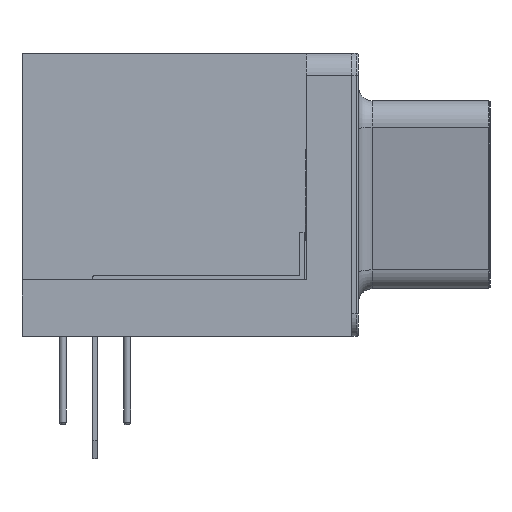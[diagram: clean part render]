
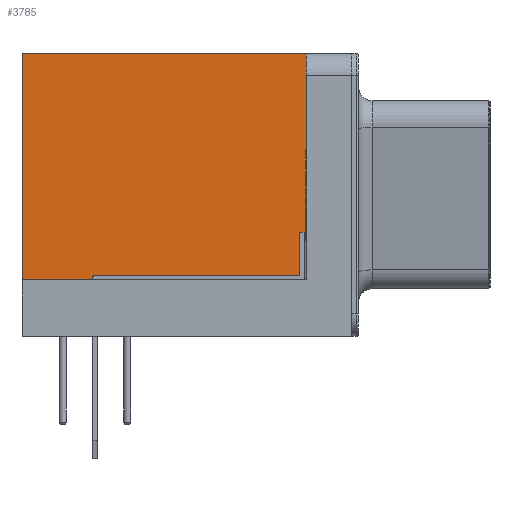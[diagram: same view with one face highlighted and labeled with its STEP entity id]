
A CAD part, left-side view. The second image highlights one B-rep face of the part: STEP entity #3785.
In plain terms, the highlighted planar face has unit normal (-1, 0, 0).
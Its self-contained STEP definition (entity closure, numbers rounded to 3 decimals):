
#2016 = VERTEX_POINT('',#2017);
#2017 = CARTESIAN_POINT('',(-4.27,1.8,12.5));
#2023 = EDGE_CURVE('',#2024,#2016,#2026,.T.);
#2024 = VERTEX_POINT('',#2025);
#2025 = CARTESIAN_POINT('',(-4.27,-10.74,12.5));
#2026 = LINE('',#2027,#2028);
#2027 = CARTESIAN_POINT('',(-4.27,-11.74,12.5));
#2028 = VECTOR('',#2029,1.);
#2029 = DIRECTION('',(0.,1.,0.));
#3731 = VERTEX_POINT('',#3732);
#3732 = CARTESIAN_POINT('',(-4.27,-10.74,2.5));
#3738 = EDGE_CURVE('',#3731,#2024,#3739,.T.);
#3739 = LINE('',#3740,#3741);
#3740 = CARTESIAN_POINT('',(-4.27,-10.74,2.5));
#3741 = VECTOR('',#3742,1.);
#3742 = DIRECTION('',(0.,0.,1.));
#3785 = ADVANCED_FACE('',(#3786),#3804,.F.);
#3786 = FACE_BOUND('',#3787,.F.);
#3787 = EDGE_LOOP('',(#3788,#3789,#3797,#3803));
#3788 = ORIENTED_EDGE('',*,*,#3738,.F.);
#3789 = ORIENTED_EDGE('',*,*,#3790,.T.);
#3790 = EDGE_CURVE('',#3731,#3791,#3793,.T.);
#3791 = VERTEX_POINT('',#3792);
#3792 = CARTESIAN_POINT('',(-4.27,1.8,2.5));
#3793 = LINE('',#3794,#3795);
#3794 = CARTESIAN_POINT('',(-4.27,-10.74,2.5));
#3795 = VECTOR('',#3796,1.);
#3796 = DIRECTION('',(0.,1.,0.));
#3797 = ORIENTED_EDGE('',*,*,#3798,.T.);
#3798 = EDGE_CURVE('',#3791,#2016,#3799,.T.);
#3799 = LINE('',#3800,#3801);
#3800 = CARTESIAN_POINT('',(-4.27,1.8,4.375));
#3801 = VECTOR('',#3802,1.);
#3802 = DIRECTION('',(0.,0.,1.));
#3803 = ORIENTED_EDGE('',*,*,#2023,.F.);
#3804 = PLANE('',#3805);
#3805 = AXIS2_PLACEMENT_3D('',#3806,#3807,#3808);
#3806 = CARTESIAN_POINT('',(-4.27,-10.74,2.5));
#3807 = DIRECTION('',(1.,0.,0.));
#3808 = DIRECTION('',(0.,0.,1.));
